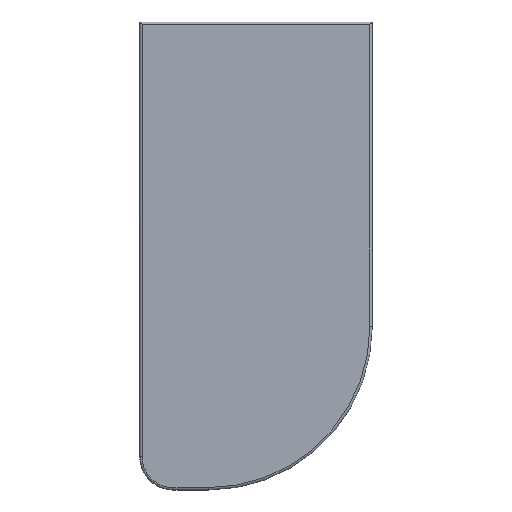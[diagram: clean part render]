
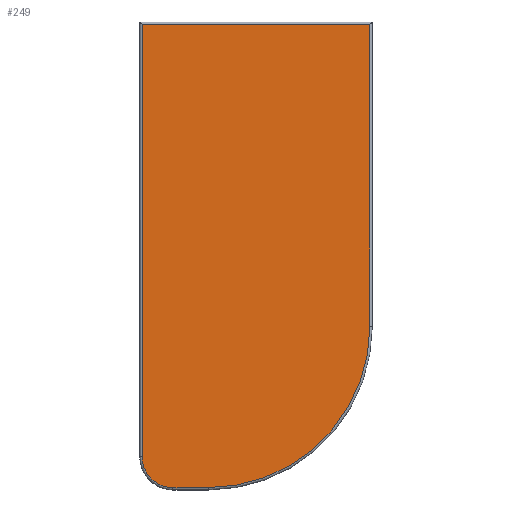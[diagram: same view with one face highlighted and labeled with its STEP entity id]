
A CAD part, top view. The second image highlights one B-rep face of the part: STEP entity #249.
In plain terms, the highlighted planar face has unit normal (0, 0, 1).
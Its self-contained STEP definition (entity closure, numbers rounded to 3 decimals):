
#95 = VERTEX_POINT('',#96);
#96 = CARTESIAN_POINT('',(23.99,-21.5,1.));
#105 = VERTEX_POINT('',#106);
#106 = CARTESIAN_POINT('',(25.29,-22.8,1.));
#113 = EDGE_CURVE('',#95,#105,#114,.T.);
#114 = CIRCLE('',#115,1.3);
#115 = AXIS2_PLACEMENT_3D('',#116,#117,#118);
#116 = CARTESIAN_POINT('',(25.29,-21.5,1.));
#117 = DIRECTION('',(0.,0.,1.));
#118 = DIRECTION('',(-1.,0.,0.));
#205 = VERTEX_POINT('',#206);
#206 = CARTESIAN_POINT('',(23.99,-3.28,1.));
#213 = EDGE_CURVE('',#205,#95,#214,.T.);
#214 = LINE('',#215,#216);
#215 = CARTESIAN_POINT('',(23.99,-3.18,1.));
#216 = VECTOR('',#217,1.);
#217 = DIRECTION('',(-0.,-1.,-0.));
#249 = ADVANCED_FACE('',(#250),#285,.T.);
#250 = FACE_BOUND('',#251,.T.);
#251 = EDGE_LOOP('',(#252,#253,#254,#262,#271,#279));
#252 = ORIENTED_EDGE('',*,*,#213,.T.);
#253 = ORIENTED_EDGE('',*,*,#113,.T.);
#254 = ORIENTED_EDGE('',*,*,#255,.T.);
#255 = EDGE_CURVE('',#105,#256,#258,.T.);
#256 = VERTEX_POINT('',#257);
#257 = CARTESIAN_POINT('',(26.79,-22.8,1.));
#258 = LINE('',#259,#260);
#259 = CARTESIAN_POINT('',(25.29,-22.8,1.));
#260 = VECTOR('',#261,1.);
#261 = DIRECTION('',(1.,0.,0.));
#262 = ORIENTED_EDGE('',*,*,#263,.T.);
#263 = EDGE_CURVE('',#256,#264,#266,.T.);
#264 = VERTEX_POINT('',#265);
#265 = CARTESIAN_POINT('',(33.59,-16.,1.));
#266 = CIRCLE('',#267,6.8);
#267 = AXIS2_PLACEMENT_3D('',#268,#269,#270);
#268 = CARTESIAN_POINT('',(26.79,-16.,1.));
#269 = DIRECTION('',(-0.,0.,1.));
#270 = DIRECTION('',(0.,-1.,0.));
#271 = ORIENTED_EDGE('',*,*,#272,.T.);
#272 = EDGE_CURVE('',#264,#273,#275,.T.);
#273 = VERTEX_POINT('',#274);
#274 = CARTESIAN_POINT('',(33.59,-3.28,1.));
#275 = LINE('',#276,#277);
#276 = CARTESIAN_POINT('',(33.59,-16.,1.));
#277 = VECTOR('',#278,1.);
#278 = DIRECTION('',(0.,1.,0.));
#279 = ORIENTED_EDGE('',*,*,#280,.F.);
#280 = EDGE_CURVE('',#205,#273,#281,.T.);
#281 = LINE('',#282,#283);
#282 = CARTESIAN_POINT('',(23.89,-3.28,1.));
#283 = VECTOR('',#284,1.);
#284 = DIRECTION('',(1.,0.,0.));
#285 = PLANE('',#286);
#286 = AXIS2_PLACEMENT_3D('',#287,#288,#289);
#287 = CARTESIAN_POINT('',(28.5,-12.301,1.));
#288 = DIRECTION('',(0.,0.,1.));
#289 = DIRECTION('',(1.,0.,0.));
